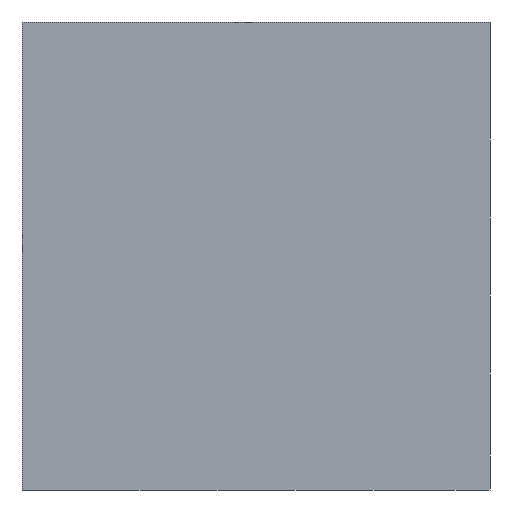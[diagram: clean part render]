
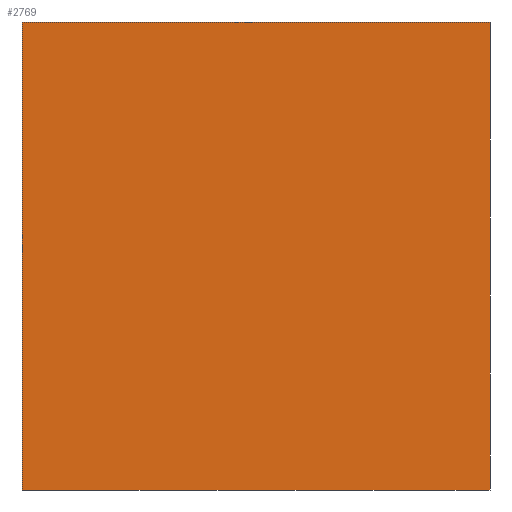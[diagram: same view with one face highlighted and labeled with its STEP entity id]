
A CAD part, front view. The second image highlights one B-rep face of the part: STEP entity #2769.
In plain terms, the highlighted planar face has unit normal (0, -1, 0).
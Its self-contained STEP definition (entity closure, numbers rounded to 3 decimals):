
#418 = FACE_OUTER_BOUND ( 'NONE', #10761, .T. ) ;
#663 = DIRECTION ( 'NONE',  ( 1., 0., 0. ) ) ;
#705 = EDGE_CURVE ( 'NONE', #5687, #6982, #9226, .T. ) ;
#778 = LINE ( 'NONE', #3707, #10179 ) ;
#875 = EDGE_CURVE ( 'NONE', #1756, #5687, #778, .T. ) ;
#1494 = VERTEX_POINT ( 'NONE', #10953 ) ;
#1725 = CARTESIAN_POINT ( 'NONE',  ( -1.5, 0., -1.5 ) ) ;
#1756 = VERTEX_POINT ( 'NONE', #3170 ) ;
#2098 = DIRECTION ( 'NONE',  ( 1., 0., 0. ) ) ;
#2769 = ADVANCED_FACE ( 'NONE', ( #418 ), #7983, .F. ) ;
#3170 = CARTESIAN_POINT ( 'NONE',  ( 1.5, 0., 1.5 ) ) ;
#3360 = ORIENTED_EDGE ( 'NONE', *, *, #9083, .F. ) ;
#3428 = ORIENTED_EDGE ( 'NONE', *, *, #4643, .F. ) ;
#3707 = CARTESIAN_POINT ( 'NONE',  ( 1.5, 0., -1.5 ) ) ;
#3944 = DIRECTION ( 'NONE',  ( -1., 0., 0. ) ) ;
#4267 = CARTESIAN_POINT ( 'NONE',  ( -1.5, 0., 1.5 ) ) ;
#4321 = VECTOR ( 'NONE', #663, 1000. ) ;
#4334 = DIRECTION ( 'NONE',  ( 0., 0., -1. ) ) ;
#4408 = CARTESIAN_POINT ( 'NONE',  ( 1.5, 0., -1.5 ) ) ;
#4643 = EDGE_CURVE ( 'NONE', #1494, #1756, #8497, .T. ) ;
#4762 = AXIS2_PLACEMENT_3D ( 'NONE', #6280, #9739, #2098 ) ;
#4788 = CARTESIAN_POINT ( 'NONE',  ( -1.5, 0., -1.5 ) ) ;
#5531 = VECTOR ( 'NONE', #9550, 1000. ) ;
#5687 = VERTEX_POINT ( 'NONE', #4408 ) ;
#6280 = CARTESIAN_POINT ( 'NONE',  ( 0., 0., 0. ) ) ;
#6709 = ORIENTED_EDGE ( 'NONE', *, *, #705, .F. ) ;
#6982 = VERTEX_POINT ( 'NONE', #1725 ) ;
#7408 = ORIENTED_EDGE ( 'NONE', *, *, #875, .F. ) ;
#7983 = PLANE ( 'NONE',  #4762 ) ;
#8362 = VECTOR ( 'NONE', #3944, 1000. ) ;
#8497 = LINE ( 'NONE', #4267, #4321 ) ;
#9083 = EDGE_CURVE ( 'NONE', #6982, #1494, #9376, .T. ) ;
#9226 = LINE ( 'NONE', #4788, #8362 ) ;
#9376 = LINE ( 'NONE', #9424, #5531 ) ;
#9424 = CARTESIAN_POINT ( 'NONE',  ( -1.5, 0., -1.5 ) ) ;
#9550 = DIRECTION ( 'NONE',  ( 0., 0., 1. ) ) ;
#9739 = DIRECTION ( 'NONE',  ( 0., 1., 0. ) ) ;
#10179 = VECTOR ( 'NONE', #4334, 1000. ) ;
#10761 = EDGE_LOOP ( 'NONE', ( #7408, #3428, #3360, #6709 ) ) ;
#10953 = CARTESIAN_POINT ( 'NONE',  ( -1.5, 0., 1.5 ) ) ;
